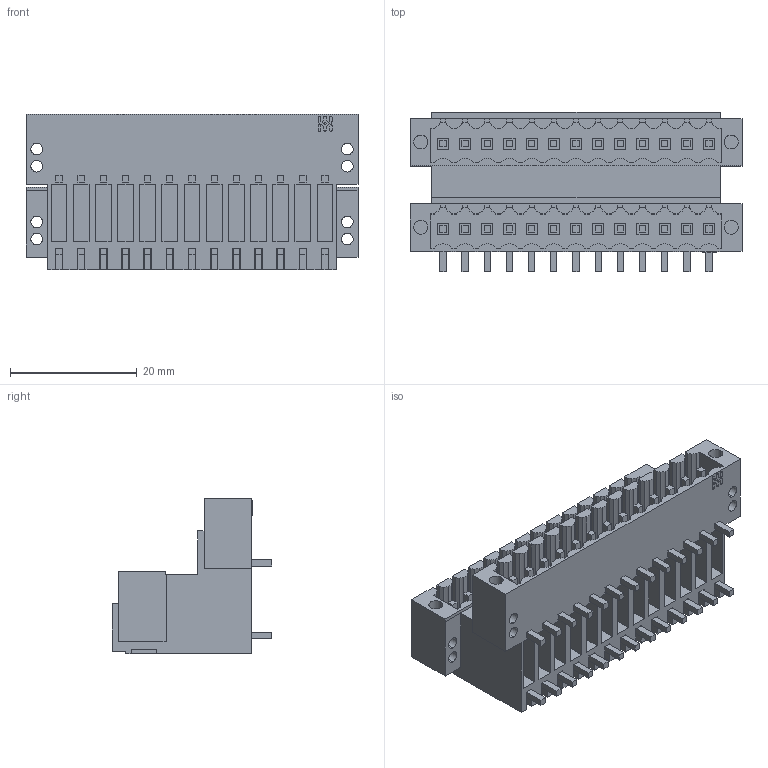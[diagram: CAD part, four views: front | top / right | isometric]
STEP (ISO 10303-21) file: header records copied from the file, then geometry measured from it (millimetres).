
FILE_DESCRIPTION(('CATIA V5 STEP','CAx-IF Rec.Pracs.--- Model Styling and Organization---1.2---2011-12-15'),'2;1');
FILE_NAME ('D1458732_0_1890830000_1890830000.stp','2016-10-04T06:49:49+00:00',('none'),('Weidmueller'),'CATIA Version 5-6 Release 2014','CATIA V5 STEP AP214','none');
FILE_SCHEMA(('AUTOMOTIVE_DESIGN { 1 0 10303 214 1 1 1 1 }'));
Length unit declared in the file: millimetre
Products named in the file (1): 1890830000_S
Bounding box: 52.4 x 25.2 x 24.55 mm (x, y, z)
Volume: 11406.3 mm3; surface area: 14280.2 mm2
Topology: 27 solids, 27 shells, 1427 faces, 4165 edges, 2828 vertices
Faces by surface type: plane 1202, cylinder 205, extrusion 20
Entity records: 45332 total; most frequent: CARTESIAN_POINT 9606, ORIENTED_EDGE 8290, DIRECTION 5809, EDGE_CURVE 4145, VECTOR 3710, LINE 3690, VERTEX_POINT 2818, EDGE_LOOP 1565
